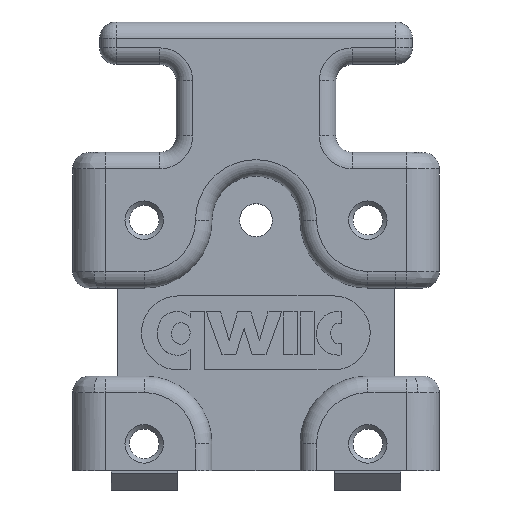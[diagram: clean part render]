
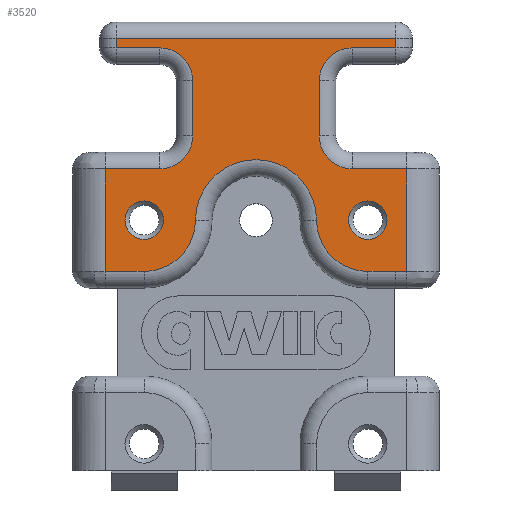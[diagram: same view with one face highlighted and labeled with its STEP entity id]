
A CAD part, top view. The second image highlights one B-rep face of the part: STEP entity #3520.
In plain terms, the highlighted planar face has unit normal (0, 0, 1).
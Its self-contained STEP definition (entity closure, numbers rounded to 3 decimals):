
#122=FACE_BOUND('',#585,.T.);
#123=FACE_BOUND('',#586,.T.);
#161=CIRCLE('',#3744,4.659);
#163=CIRCLE('',#3747,5.501);
#165=CIRCLE('',#3750,4.659);
#190=CIRCLE('',#3793,3.);
#191=CIRCLE('',#3794,3.);
#192=CIRCLE('',#3795,3.);
#193=CIRCLE('',#3796,3.);
#194=CIRCLE('',#3797,1.75);
#195=CIRCLE('',#3798,1.75);
#376=FACE_OUTER_BOUND('',#584,.T.);
#584=EDGE_LOOP('',(#2514,#2515,#2516,#2517,#2518,#2519,#2520,#2521,#2522,
#2523,#2524,#2525,#2526,#2527,#2528,#2529,#2530,#2531,#2532,#2533,#2534));
#585=EDGE_LOOP('',(#2535));
#586=EDGE_LOOP('',(#2536));
#810=LINE('',#5122,#1152);
#823=LINE('',#5166,#1165);
#824=LINE('',#5182,#1166);
#853=LINE('',#5286,#1195);
#854=LINE('',#5290,#1196);
#855=LINE('',#5291,#1197);
#856=LINE('',#5293,#1198);
#857=LINE('',#5295,#1199);
#858=LINE('',#5297,#1200);
#859=LINE('',#5301,#1201);
#860=LINE('',#5304,#1202);
#861=LINE('',#5306,#1203);
#862=LINE('',#5308,#1204);
#863=LINE('',#5312,#1205);
#1152=VECTOR('',#4132,10.);
#1165=VECTOR('',#4173,10.);
#1166=VECTOR('',#4196,10.);
#1195=VECTOR('',#4303,10.);
#1196=VECTOR('',#4306,10.);
#1197=VECTOR('',#4307,10.);
#1198=VECTOR('',#4308,10.);
#1199=VECTOR('',#4309,10.);
#1200=VECTOR('',#4310,10.);
#1201=VECTOR('',#4313,10.);
#1202=VECTOR('',#4316,10.);
#1203=VECTOR('',#4317,10.);
#1204=VECTOR('',#4318,10.);
#1205=VECTOR('',#4321,10.);
#1486=VERTEX_POINT('',#5104);
#1489=VERTEX_POINT('',#5114);
#1507=VERTEX_POINT('',#5163);
#1508=VERTEX_POINT('',#5165);
#1509=VERTEX_POINT('',#5169);
#1510=VERTEX_POINT('',#5173);
#1511=VERTEX_POINT('',#5177);
#1512=VERTEX_POINT('',#5181);
#1548=VERTEX_POINT('',#5284);
#1549=VERTEX_POINT('',#5288);
#1550=VERTEX_POINT('',#5289);
#1551=VERTEX_POINT('',#5292);
#1552=VERTEX_POINT('',#5294);
#1553=VERTEX_POINT('',#5296);
#1554=VERTEX_POINT('',#5298);
#1555=VERTEX_POINT('',#5300);
#1556=VERTEX_POINT('',#5302);
#1557=VERTEX_POINT('',#5305);
#1558=VERTEX_POINT('',#5307);
#1559=VERTEX_POINT('',#5309);
#1560=VERTEX_POINT('',#5311);
#1561=VERTEX_POINT('',#5314);
#1562=VERTEX_POINT('',#5316);
#1841=EDGE_CURVE('',#1486,#1489,#810,.T.);
#1862=EDGE_CURVE('',#1507,#1508,#823,.T.);
#1864=EDGE_CURVE('',#1508,#1509,#161,.T.);
#1866=EDGE_CURVE('',#1509,#1510,#163,.T.);
#1868=EDGE_CURVE('',#1510,#1511,#165,.T.);
#1870=EDGE_CURVE('',#1511,#1512,#824,.T.);
#1922=EDGE_CURVE('',#1489,#1548,#853,.T.);
#1923=EDGE_CURVE('',#1549,#1550,#854,.T.);
#1924=EDGE_CURVE('',#1512,#1549,#855,.T.);
#1925=EDGE_CURVE('',#1551,#1507,#856,.T.);
#1926=EDGE_CURVE('',#1552,#1551,#857,.T.);
#1927=EDGE_CURVE('',#1553,#1552,#858,.T.);
#1928=EDGE_CURVE('',#1554,#1553,#190,.T.);
#1929=EDGE_CURVE('',#1555,#1554,#859,.T.);
#1930=EDGE_CURVE('',#1556,#1555,#191,.T.);
#1931=EDGE_CURVE('',#1548,#1556,#860,.T.);
#1932=EDGE_CURVE('',#1557,#1486,#861,.T.);
#1933=EDGE_CURVE('',#1558,#1557,#862,.T.);
#1934=EDGE_CURVE('',#1559,#1558,#192,.T.);
#1935=EDGE_CURVE('',#1560,#1559,#863,.T.);
#1936=EDGE_CURVE('',#1550,#1560,#193,.T.);
#1937=EDGE_CURVE('',#1561,#1561,#194,.T.);
#1938=EDGE_CURVE('',#1562,#1562,#195,.T.);
#2514=ORIENTED_EDGE('',*,*,#1923,.F.);
#2515=ORIENTED_EDGE('',*,*,#1924,.F.);
#2516=ORIENTED_EDGE('',*,*,#1870,.F.);
#2517=ORIENTED_EDGE('',*,*,#1868,.F.);
#2518=ORIENTED_EDGE('',*,*,#1866,.F.);
#2519=ORIENTED_EDGE('',*,*,#1864,.F.);
#2520=ORIENTED_EDGE('',*,*,#1862,.F.);
#2521=ORIENTED_EDGE('',*,*,#1925,.F.);
#2522=ORIENTED_EDGE('',*,*,#1926,.F.);
#2523=ORIENTED_EDGE('',*,*,#1927,.F.);
#2524=ORIENTED_EDGE('',*,*,#1928,.F.);
#2525=ORIENTED_EDGE('',*,*,#1929,.F.);
#2526=ORIENTED_EDGE('',*,*,#1930,.F.);
#2527=ORIENTED_EDGE('',*,*,#1931,.F.);
#2528=ORIENTED_EDGE('',*,*,#1922,.F.);
#2529=ORIENTED_EDGE('',*,*,#1841,.F.);
#2530=ORIENTED_EDGE('',*,*,#1932,.F.);
#2531=ORIENTED_EDGE('',*,*,#1933,.F.);
#2532=ORIENTED_EDGE('',*,*,#1934,.F.);
#2533=ORIENTED_EDGE('',*,*,#1935,.F.);
#2534=ORIENTED_EDGE('',*,*,#1936,.F.);
#2535=ORIENTED_EDGE('',*,*,#1937,.T.);
#2536=ORIENTED_EDGE('',*,*,#1938,.T.);
#3394=PLANE('',#3792);
#3520=ADVANCED_FACE('',(#376,#122,#123),#3394,.T.);
#3744=AXIS2_PLACEMENT_3D('',#5170,#4178,#4179);
#3747=AXIS2_PLACEMENT_3D('',#5174,#4184,#4185);
#3750=AXIS2_PLACEMENT_3D('',#5178,#4190,#4191);
#3792=AXIS2_PLACEMENT_3D('',#5287,#4304,#4305);
#3793=AXIS2_PLACEMENT_3D('',#5299,#4311,#4312);
#3794=AXIS2_PLACEMENT_3D('',#5303,#4314,#4315);
#3795=AXIS2_PLACEMENT_3D('',#5310,#4319,#4320);
#3796=AXIS2_PLACEMENT_3D('',#5313,#4322,#4323);
#3797=AXIS2_PLACEMENT_3D('',#5315,#4324,#4325);
#3798=AXIS2_PLACEMENT_3D('',#5317,#4326,#4327);
#4132=DIRECTION('',(1.,0.,0.));
#4173=DIRECTION('',(-1.,0.,0.));
#4178=DIRECTION('center_axis',(0.,0.,
-1.));
#4179=DIRECTION('ref_axis',(-0.707,-0.707,0.));
#4184=DIRECTION('center_axis',(0.,0.,
1.));
#4185=DIRECTION('ref_axis',(0.,1.,0.));
#4190=DIRECTION('center_axis',(0.,0.,
-1.));
#4191=DIRECTION('ref_axis',(0.707,-0.707,0.));
#4196=DIRECTION('',(-1.,0.,0.));
#4303=DIRECTION('',(0.,-1.,0.));
#4304=DIRECTION('center_axis',(0.,0.,
1.));
#4305=DIRECTION('ref_axis',(-1.,0.,0.));
#4306=DIRECTION('',(1.,0.,0.));
#4307=DIRECTION('',(0.,1.,0.));
#4308=DIRECTION('',(-1.,0.,0.));
#4309=DIRECTION('',(0.,-1.,0.));
#4310=DIRECTION('',(1.,0.,0.));
#4311=DIRECTION('center_axis',(0.,0.,
1.));
#4312=DIRECTION('ref_axis',(-0.707,-0.707,0.));
#4313=DIRECTION('',(0.,-1.,0.));
#4314=DIRECTION('center_axis',(0.,0.,
1.));
#4315=DIRECTION('ref_axis',(-0.707,0.707,0.));
#4316=DIRECTION('',(-1.,0.,0.));
#4317=DIRECTION('',(0.,1.,0.));
#4318=DIRECTION('',(-1.,0.,0.));
#4319=DIRECTION('center_axis',(0.,0.,
1.));
#4320=DIRECTION('ref_axis',(0.707,0.707,0.));
#4321=DIRECTION('',(0.,1.,0.));
#4322=DIRECTION('center_axis',(0.,0.,
1.));
#4323=DIRECTION('ref_axis',(0.707,-0.707,0.));
#4324=DIRECTION('center_axis',(0.,0.,
-1.));
#4325=DIRECTION('ref_axis',(-1.,0.,0.));
#4326=DIRECTION('center_axis',(0.,0.,
-1.));
#4327=DIRECTION('ref_axis',(-1.,0.,0.));
#5104=CARTESIAN_POINT('',(0.,39.37,7.64));
#5114=CARTESIAN_POINT('',(25.4,39.37,7.64));
#5122=CARTESIAN_POINT('',(19.05,39.37,7.64));
#5163=CARTESIAN_POINT('',(25.4,18.201,7.64));
#5165=CARTESIAN_POINT('',(22.86,18.201,7.64));
#5166=CARTESIAN_POINT('',(24.13,18.201,7.64));
#5169=CARTESIAN_POINT('',(18.201,22.86,7.64));
#5170=CARTESIAN_POINT('Origin',(22.86,22.86,7.64));
#5173=CARTESIAN_POINT('',(7.199,22.86,7.64));
#5174=CARTESIAN_POINT('Origin',(12.7,22.86,7.64));
#5177=CARTESIAN_POINT('',(2.54,18.201,7.64));
#5178=CARTESIAN_POINT('Origin',(2.54,22.86,7.64));
#5181=CARTESIAN_POINT('',(-1.,18.201,7.64));
#5182=CARTESIAN_POINT('',(-1.5,18.201,7.64));
#5284=CARTESIAN_POINT('',(25.4,38.519,7.64));
#5286=CARTESIAN_POINT('',(25.4,36.928,7.64));
#5287=CARTESIAN_POINT('Origin',(25.4,54.17,7.64));
#5288=CARTESIAN_POINT('',(-1.,27.519,7.64));
#5289=CARTESIAN_POINT('',(3.95,27.519,7.64));
#5290=CARTESIAN_POINT('',(-0.75,27.519,7.64));
#5291=CARTESIAN_POINT('',(-1.,19.78,7.64));
#5292=CARTESIAN_POINT('',(26.4,18.201,7.64));
#5293=CARTESIAN_POINT('',(26.4,18.201,7.64));
#5294=CARTESIAN_POINT('',(26.4,27.519,7.64));
#5295=CARTESIAN_POINT('',(26.4,17.201,7.64));
#5296=CARTESIAN_POINT('',(21.45,27.519,7.64));
#5297=CARTESIAN_POINT('',(12.7,27.519,7.64));
#5298=CARTESIAN_POINT('',(18.45,30.519,7.64));
#5299=CARTESIAN_POINT('Origin',(21.45,30.519,7.64));
#5300=CARTESIAN_POINT('',(18.45,35.519,7.64));
#5301=CARTESIAN_POINT('',(18.45,45.594,7.64));
#5302=CARTESIAN_POINT('',(21.45,38.519,7.64));
#5303=CARTESIAN_POINT('Origin',(21.45,35.519,7.64));
#5304=CARTESIAN_POINT('',(25.4,38.519,7.64));
#5305=CARTESIAN_POINT('',(0.,38.519,7.64));
#5306=CARTESIAN_POINT('',(0.,46.77,7.64));
#5307=CARTESIAN_POINT('',(3.95,38.519,7.64));
#5308=CARTESIAN_POINT('',(15.425,38.519,7.64));
#5309=CARTESIAN_POINT('',(6.95,35.519,7.64));
#5310=CARTESIAN_POINT('Origin',(3.95,35.519,7.64));
#5311=CARTESIAN_POINT('',(6.95,30.519,7.64));
#5312=CARTESIAN_POINT('',(6.95,41.594,7.64));
#5313=CARTESIAN_POINT('Origin',(3.95,30.519,7.64));
#5314=CARTESIAN_POINT('',(4.29,22.86,7.64));
#5315=CARTESIAN_POINT('Origin',(2.54,22.86,7.64));
#5316=CARTESIAN_POINT('',(24.61,22.86,7.64));
#5317=CARTESIAN_POINT('Origin',(22.86,22.86,7.64));
